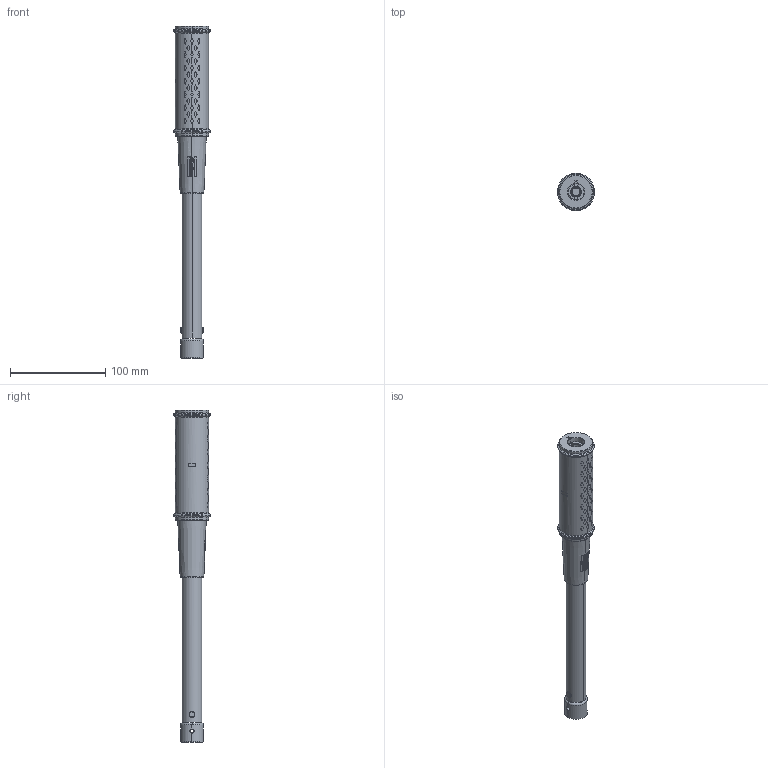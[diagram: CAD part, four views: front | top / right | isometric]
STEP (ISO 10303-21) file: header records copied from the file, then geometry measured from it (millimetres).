
FILE_DESCRIPTION((''),'2;1');
FILE_NAME('8439004104_SW0001','2019-01-28T10:17:14',('ITDAAR'),(''),'CREO PARAMETRIC BY PTC INC, 2018100','CREO PARAMETRIC BY PTC INC, 2018100','');
FILE_SCHEMA(('CONFIG_CONTROL_DESIGN','GEOMETRIC_VALIDATION_PROPERTIES_MIM'));
Products named in the file (1): 8439004104_SW0001
Bounding box: 39 x 39 x 349 mm (x, y, z)
Volume: 117487.5 mm3; surface area: 835737.6 mm2
Topology: 2 solids, 3 shells, 1215 faces, 3344 edges, 2209 vertices
Faces by surface type: bspline 622, extrusion 231, plane 183, cylinder 108, cone 51, torus 20
Entity records: 83258 total; most frequent: CARTESIAN_POINT 50453, ORIENTED_EDGE 6688, EDGE_CURVE 3344, B_SPLINE_CURVE_WITH_KNOTS 2472, DIRECTION 2284, VERTEX_POINT 2209, EDGE_LOOP 1297, PRESENTATION_STYLE_ASSIGNMENT 1254
